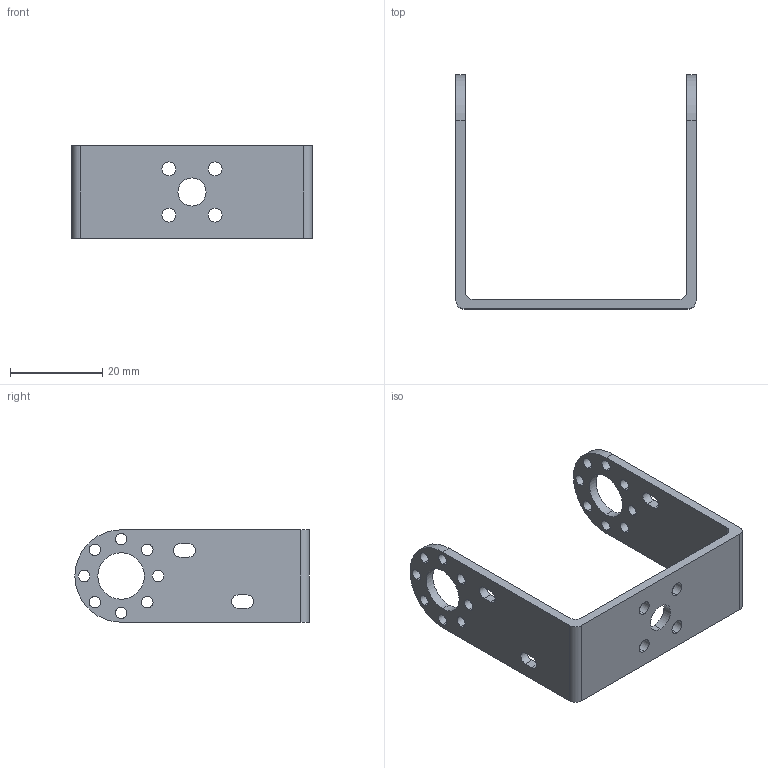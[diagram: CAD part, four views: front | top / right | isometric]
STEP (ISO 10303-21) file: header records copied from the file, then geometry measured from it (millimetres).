
FILE_DESCRIPTION (( 'STEP AP203' ), '1' );
FILE_NAME ('湮U1嗆儂盓殤.STEP', '2023-12-12T04:21:35', ( 'Windows 蚚誧' ), ( '' ), 'SwSTEP 2.0', 'SolidWorks 2021', '' );
FILE_SCHEMA (( 'CONFIG_CONTROL_DESIGN' ));
Length unit declared in the file: millimetre
Products named in the file (1): 湮U1嗆儂盓殤
Bounding box: 52 x 50.7 x 20 mm (x, y, z)
Volume: 5119.1 mm3; surface area: 6295.2 mm2
Topology: 1 solids, 1 shells, 76 faces, 222 edges, 148 vertices
Faces by surface type: cylinder 60, plane 16
Entity records: 2771 total; most frequent: DIRECTION 496, CARTESIAN_POINT 447, ORIENTED_EDGE 444, EDGE_CURVE 222, AXIS2_PLACEMENT_3D 197, VERTEX_POINT 148, EDGE_LOOP 130, CIRCLE 120
